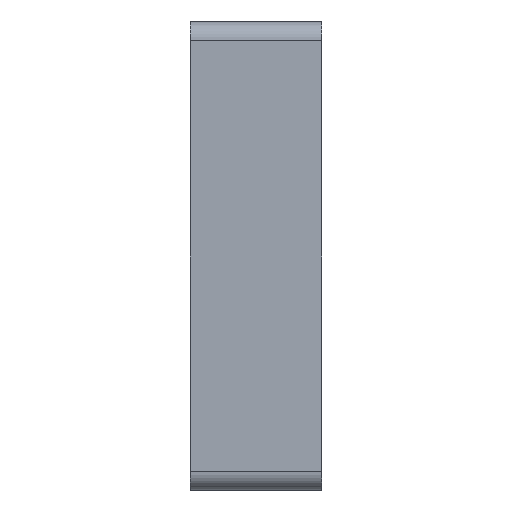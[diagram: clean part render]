
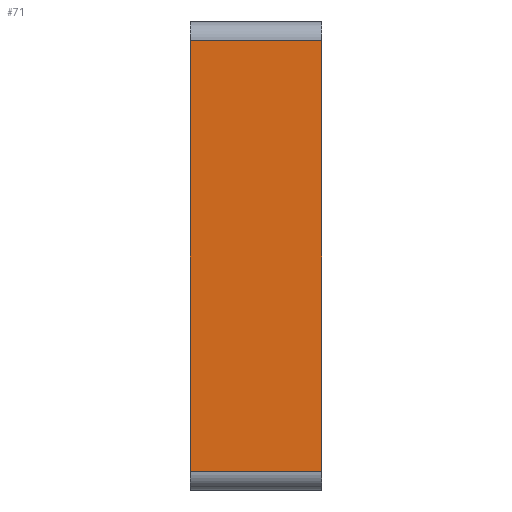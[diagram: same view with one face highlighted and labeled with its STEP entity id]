
A CAD part, front view. The second image highlights one B-rep face of the part: STEP entity #71.
In plain terms, the highlighted planar face has unit normal (0, -1, 0).
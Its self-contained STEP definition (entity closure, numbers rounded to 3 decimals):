
#44 = DIRECTION ( 'NONE',  ( -1., 0., 0. ) ) ;
#49 = VECTOR ( 'NONE', #835, 1000. ) ;
#71 = ADVANCED_FACE ( 'NONE', ( #982 ), #1068, .T. ) ;
#101 = LINE ( 'NONE', #476, #350 ) ;
#107 = VERTEX_POINT ( 'NONE', #333 ) ;
#117 = LINE ( 'NONE', #218, #771 ) ;
#179 = VECTOR ( 'NONE', #1014, 1000. ) ;
#218 = CARTESIAN_POINT ( 'NONE',  ( -7., -30., 23. ) ) ;
#273 = ORIENTED_EDGE ( 'NONE', *, *, #766, .F. ) ;
#290 = EDGE_LOOP ( 'NONE', ( #273, #397, #665, #465 ) ) ;
#306 = VERTEX_POINT ( 'NONE', #534 ) ;
#327 = DIRECTION ( 'NONE',  ( 0., 0., -1. ) ) ;
#328 = VERTEX_POINT ( 'NONE', #495 ) ;
#333 = CARTESIAN_POINT ( 'NONE',  ( 7., -30., -23. ) ) ;
#350 = VECTOR ( 'NONE', #843, 1000. ) ;
#397 = ORIENTED_EDGE ( 'NONE', *, *, #1114, .T. ) ;
#465 = ORIENTED_EDGE ( 'NONE', *, *, #1188, .T. ) ;
#466 = LINE ( 'NONE', #859, #49 ) ;
#476 = CARTESIAN_POINT ( 'NONE',  ( -7., -30., 25. ) ) ;
#495 = CARTESIAN_POINT ( 'NONE',  ( -7., -30., -23. ) ) ;
#534 = CARTESIAN_POINT ( 'NONE',  ( -7., -30., 23. ) ) ;
#539 = CARTESIAN_POINT ( 'NONE',  ( 7., -30., 25. ) ) ;
#543 = CARTESIAN_POINT ( 'NONE',  ( 7., -30., 23. ) ) ;
#550 = EDGE_CURVE ( 'NONE', #920, #107, #651, .T. ) ;
#651 = LINE ( 'NONE', #539, #179 ) ;
#665 = ORIENTED_EDGE ( 'NONE', *, *, #550, .F. ) ;
#766 = EDGE_CURVE ( 'NONE', #328, #306, #101, .T. ) ;
#771 = VECTOR ( 'NONE', #44, 1000. ) ;
#835 = DIRECTION ( 'NONE',  ( 1., 0., 0. ) ) ;
#843 = DIRECTION ( 'NONE',  ( 0., 0., 1. ) ) ;
#859 = CARTESIAN_POINT ( 'NONE',  ( 7., -30., -23. ) ) ;
#894 = AXIS2_PLACEMENT_3D ( 'NONE', #1179, #1161, #327 ) ;
#920 = VERTEX_POINT ( 'NONE', #543 ) ;
#982 = FACE_OUTER_BOUND ( 'NONE', #290, .T. ) ;
#1014 = DIRECTION ( 'NONE',  ( 0., 0., -1. ) ) ;
#1068 = PLANE ( 'NONE',  #894 ) ;
#1114 = EDGE_CURVE ( 'NONE', #328, #107, #466, .T. ) ;
#1161 = DIRECTION ( 'NONE',  ( 0., -1., 0. ) ) ;
#1179 = CARTESIAN_POINT ( 'NONE',  ( 0., -30., 0. ) ) ;
#1188 = EDGE_CURVE ( 'NONE', #920, #306, #117, .T. ) ;
